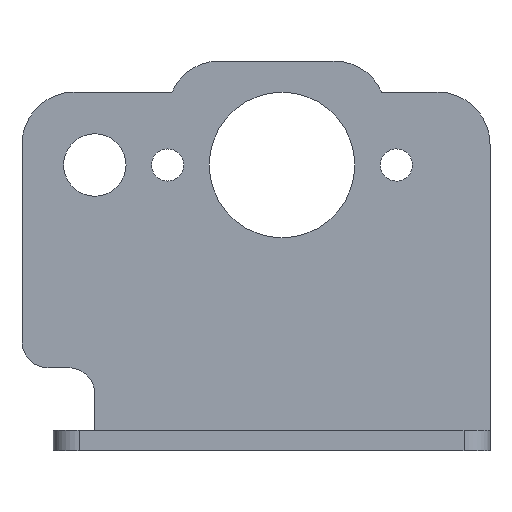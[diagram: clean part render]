
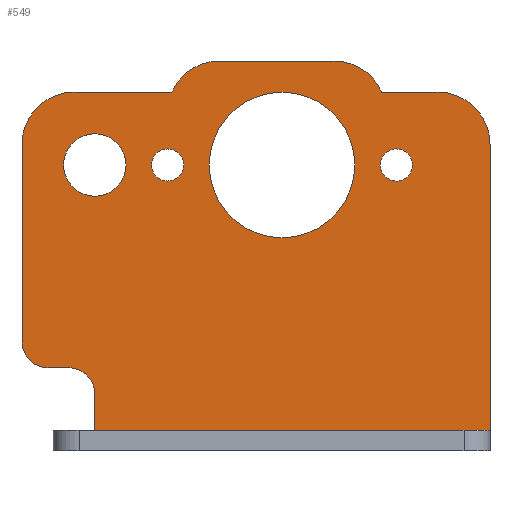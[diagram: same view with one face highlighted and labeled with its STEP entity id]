
A CAD part, front view. The second image highlights one B-rep face of the part: STEP entity #549.
In plain terms, the highlighted planar face has unit normal (0, -1, 0).
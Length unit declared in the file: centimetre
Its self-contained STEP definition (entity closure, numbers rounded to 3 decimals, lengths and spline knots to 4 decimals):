
#20=FACE_BOUND('',#92,.T.);
#21=FACE_BOUND('',#93,.T.);
#22=FACE_BOUND('',#94,.T.);
#23=FACE_BOUND('',#95,.T.);
#41=PLANE('',#594);
#60=FACE_OUTER_BOUND('',#91,.T.);
#91=EDGE_LOOP('',(#425,#426,#427,#428,#429,#430,#431,#432,#433,#434,#435,
#436,#437,#438));
#92=EDGE_LOOP('',(#439));
#93=EDGE_LOOP('',(#440));
#94=EDGE_LOOP('',(#441));
#95=EDGE_LOOP('',(#442));
#131=LINE('',#816,#174);
#146=LINE('',#872,#189);
#149=LINE('',#877,#192);
#150=LINE('',#879,#193);
#151=LINE('',#881,#194);
#152=LINE('',#885,#195);
#153=LINE('',#889,#196);
#154=LINE('',#893,#197);
#174=VECTOR('',#646,0.35);
#189=VECTOR('',#703,1.9);
#192=VECTOR('',#708,0.2);
#193=VECTOR('',#709,3.8);
#194=VECTOR('',#710,2.75);
#195=VECTOR('',#713,0.5417);
#196=VECTOR('',#716,1.1);
#197=VECTOR('',#719,0.9417);
#212=CIRCLE('',#571,0.25);
#223=CIRCLE('',#591,0.25);
#225=CIRCLE('',#595,0.5);
#226=CIRCLE('',#596,0.5);
#227=CIRCLE('',#597,0.5);
#228=CIRCLE('',#598,0.5);
#229=CIRCLE('',#599,0.3);
#230=CIRCLE('',#600,0.155);
#231=CIRCLE('',#601,0.155);
#232=CIRCLE('',#602,0.7);
#245=VERTEX_POINT('',#802);
#246=VERTEX_POINT('',#804);
#250=VERTEX_POINT('',#814);
#266=VERTEX_POINT('',#862);
#267=VERTEX_POINT('',#863);
#270=VERTEX_POINT('',#871);
#272=VERTEX_POINT('',#878);
#273=VERTEX_POINT('',#880);
#274=VERTEX_POINT('',#882);
#275=VERTEX_POINT('',#884);
#276=VERTEX_POINT('',#886);
#277=VERTEX_POINT('',#888);
#278=VERTEX_POINT('',#890);
#279=VERTEX_POINT('',#892);
#280=VERTEX_POINT('',#895);
#281=VERTEX_POINT('',#897);
#282=VERTEX_POINT('',#899);
#283=VERTEX_POINT('',#901);
#299=EDGE_CURVE('',#245,#246,#212,.T.);
#305=EDGE_CURVE('',#245,#250,#131,.T.);
#328=EDGE_CURVE('',#266,#267,#223,.T.);
#332=EDGE_CURVE('',#270,#267,#146,.T.);
#335=EDGE_CURVE('',#266,#246,#149,.T.);
#336=EDGE_CURVE('',#250,#272,#150,.T.);
#337=EDGE_CURVE('',#272,#273,#151,.T.);
#338=EDGE_CURVE('',#273,#274,#225,.T.);
#339=EDGE_CURVE('',#274,#275,#152,.T.);
#340=EDGE_CURVE('',#275,#276,#226,.T.);
#341=EDGE_CURVE('',#276,#277,#153,.T.);
#342=EDGE_CURVE('',#277,#278,#227,.T.);
#343=EDGE_CURVE('',#278,#279,#154,.T.);
#344=EDGE_CURVE('',#279,#270,#228,.T.);
#345=EDGE_CURVE('',#280,#280,#229,.T.);
#346=EDGE_CURVE('',#281,#281,#230,.T.);
#347=EDGE_CURVE('',#282,#282,#231,.T.);
#348=EDGE_CURVE('',#283,#283,#232,.T.);
#425=ORIENTED_EDGE('',*,*,#328,.F.);
#426=ORIENTED_EDGE('',*,*,#335,.T.);
#427=ORIENTED_EDGE('',*,*,#299,.F.);
#428=ORIENTED_EDGE('',*,*,#305,.T.);
#429=ORIENTED_EDGE('',*,*,#336,.T.);
#430=ORIENTED_EDGE('',*,*,#337,.T.);
#431=ORIENTED_EDGE('',*,*,#338,.T.);
#432=ORIENTED_EDGE('',*,*,#339,.T.);
#433=ORIENTED_EDGE('',*,*,#340,.T.);
#434=ORIENTED_EDGE('',*,*,#341,.T.);
#435=ORIENTED_EDGE('',*,*,#342,.T.);
#436=ORIENTED_EDGE('',*,*,#343,.T.);
#437=ORIENTED_EDGE('',*,*,#344,.T.);
#438=ORIENTED_EDGE('',*,*,#332,.T.);
#439=ORIENTED_EDGE('',*,*,#345,.T.);
#440=ORIENTED_EDGE('',*,*,#346,.T.);
#441=ORIENTED_EDGE('',*,*,#347,.T.);
#442=ORIENTED_EDGE('',*,*,#348,.T.);
#549=ADVANCED_FACE('',(#60,#20,#21,#22,#23),#41,.F.);
#571=AXIS2_PLACEMENT_3D('',#805,#637,#638);
#591=AXIS2_PLACEMENT_3D('',#864,#695,#696);
#594=AXIS2_PLACEMENT_3D('',#876,#706,#707);
#595=AXIS2_PLACEMENT_3D('',#883,#711,#712);
#596=AXIS2_PLACEMENT_3D('',#887,#714,#715);
#597=AXIS2_PLACEMENT_3D('',#891,#717,#718);
#598=AXIS2_PLACEMENT_3D('',#894,#720,#721);
#599=AXIS2_PLACEMENT_3D('',#896,#722,#723);
#600=AXIS2_PLACEMENT_3D('',#898,#724,#725);
#601=AXIS2_PLACEMENT_3D('',#900,#726,#727);
#602=AXIS2_PLACEMENT_3D('',#902,#728,#729);
#637=DIRECTION('center_axis',(0.,-1.,0.));
#638=DIRECTION('ref_axis',(0.707,0.,0.707));
#646=DIRECTION('',(0.,0.,-1.));
#695=DIRECTION('center_axis',(0.,1.,0.));
#696=DIRECTION('ref_axis',(-0.707,0.,-0.707));
#703=DIRECTION('',(0.,0.,-1.));
#706=DIRECTION('center_axis',(0.,1.,0.));
#707=DIRECTION('ref_axis',(-1.,0.,0.));
#708=DIRECTION('',(1.,0.,0.));
#709=DIRECTION('',(1.,0.,0.));
#710=DIRECTION('',(0.,0.,1.));
#711=DIRECTION('center_axis',(0.,-1.,0.));
#712=DIRECTION('ref_axis',(0.,0.,1.));
#713=DIRECTION('',(-1.,0.,0.));
#714=DIRECTION('center_axis',(0.,-1.,0.));
#715=DIRECTION('ref_axis',(0.,0.,1.));
#716=DIRECTION('',(-1.,0.,0.));
#717=DIRECTION('center_axis',(0.,-1.,0.));
#718=DIRECTION('ref_axis',(-0.917,0.,0.4));
#719=DIRECTION('',(-1.,0.,0.));
#720=DIRECTION('center_axis',(0.,-1.,0.));
#721=DIRECTION('ref_axis',(-1.,0.,0.));
#722=DIRECTION('center_axis',(0.,1.,0.));
#723=DIRECTION('ref_axis',(-1.,0.,0.));
#724=DIRECTION('center_axis',(0.,1.,0.));
#725=DIRECTION('ref_axis',(-1.,0.,0.));
#726=DIRECTION('center_axis',(0.,1.,0.));
#727=DIRECTION('ref_axis',(-1.,0.,0.));
#728=DIRECTION('center_axis',(0.,1.,0.));
#729=DIRECTION('ref_axis',(-1.,0.,0.));
#802=CARTESIAN_POINT('',(-0.9944,1.0235,1.8786));
#804=CARTESIAN_POINT('',(-1.2444,1.0235,2.1286));
#805=CARTESIAN_POINT('Origin',(-1.2444,1.0235,1.8786));
#814=CARTESIAN_POINT('',(-0.9944,1.0235,1.5286));
#816=CARTESIAN_POINT('',(-0.9944,1.0235,1.));
#862=CARTESIAN_POINT('',(-1.4444,1.0235,2.1286));
#863=CARTESIAN_POINT('',(-1.6944,1.0235,2.3786));
#864=CARTESIAN_POINT('Origin',(-1.4444,1.0235,2.3786));
#871=CARTESIAN_POINT('',(-1.6944,1.0235,4.2786));
#872=CARTESIAN_POINT('',(-1.6944,1.0235,1.0786));
#876=CARTESIAN_POINT('Origin',(0.5556,1.0235,3.2036));
#877=CARTESIAN_POINT('',(-2.,1.0235,2.1286));
#878=CARTESIAN_POINT('',(2.8056,1.0235,1.5286));
#879=CARTESIAN_POINT('',(0.5806,1.0235,1.5286));
#880=CARTESIAN_POINT('',(2.8056,1.0235,4.2786));
#881=CARTESIAN_POINT('',(2.8056,1.0235,2.3286));
#882=CARTESIAN_POINT('',(2.3056,1.0235,4.7786));
#883=CARTESIAN_POINT('Origin',(2.3056,1.0235,4.2786));
#884=CARTESIAN_POINT('',(1.7639,1.0235,4.7786));
#885=CARTESIAN_POINT('',(1.7639,1.0235,4.7786));
#886=CARTESIAN_POINT('',(1.3056,1.0235,5.0786));
#887=CARTESIAN_POINT('Origin',(1.3056,1.0235,4.5786));
#888=CARTESIAN_POINT('',(0.2056,1.0235,5.0786));
#889=CARTESIAN_POINT('',(0.2056,1.0235,5.0786));
#890=CARTESIAN_POINT('',(-0.2527,1.0235,4.7786));
#891=CARTESIAN_POINT('Origin',(0.2056,1.0235,4.5786));
#892=CARTESIAN_POINT('',(-1.1944,1.0235,4.7786));
#893=CARTESIAN_POINT('',(-1.1944,1.0235,4.7786));
#894=CARTESIAN_POINT('Origin',(-1.1944,1.0235,4.2786));
#895=CARTESIAN_POINT('',(-0.9944,1.0235,4.3786));
#896=CARTESIAN_POINT('Origin',(-0.9944,1.0235,4.0786));
#897=CARTESIAN_POINT('',(1.8056,1.0235,3.9602));
#898=CARTESIAN_POINT('Origin',(1.9056,1.0235,4.0786));
#899=CARTESIAN_POINT('',(-0.1394,1.0235,4.0786));
#900=CARTESIAN_POINT('Origin',(-0.2944,1.0235,4.0786));
#901=CARTESIAN_POINT('',(1.5056,1.0235,4.0786));
#902=CARTESIAN_POINT('Origin',(0.8056,1.0235,4.0786));
